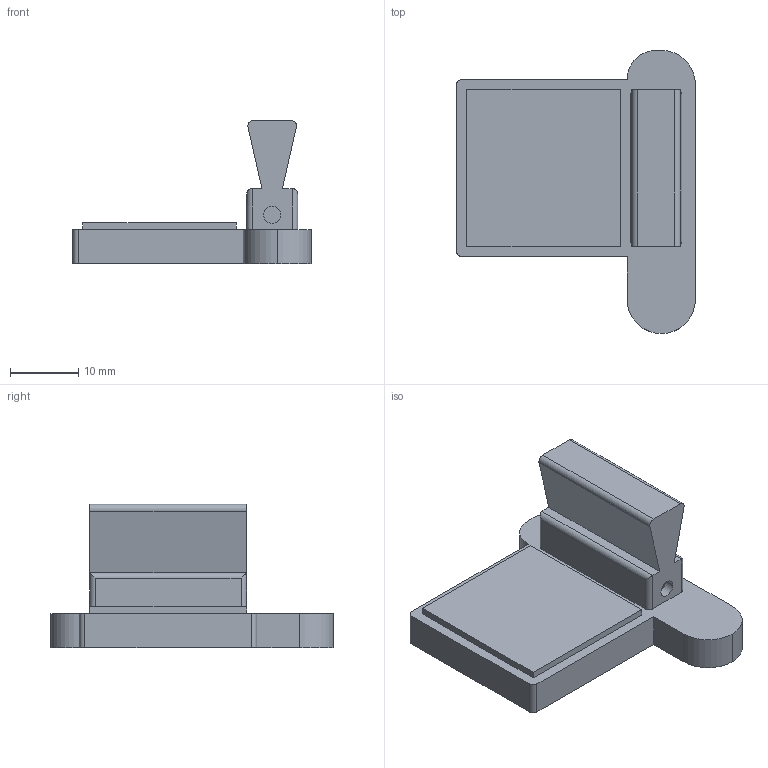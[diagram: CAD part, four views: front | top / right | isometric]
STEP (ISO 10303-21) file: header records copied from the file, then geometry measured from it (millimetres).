
FILE_DESCRIPTION (( 'STEP AP214' ), '1' );
FILE_NAME ('knob.STEP', '2023-06-09T16:29:15', ( '' ), ( '' ), 'SwSTEP 2.0', 'SolidWorks 2022', '' );
FILE_SCHEMA (( 'AUTOMOTIVE_DESIGN' ));
Length unit declared in the file: millimetre
Products named in the file (1): knob
Bounding box: 35 x 41.51 x 21 mm (x, y, z)
Volume: 6899.8 mm3; surface area: 4533.5 mm2
Topology: 1 solids, 1 shells, 53 faces, 131 edges, 86 vertices
Faces by surface type: plane 30, cylinder 23
Entity records: 1609 total; most frequent: CARTESIAN_POINT 283, DIRECTION 273, ORIENTED_EDGE 262, EDGE_CURVE 131, AXIS2_PLACEMENT_3D 92, VECTOR 89, LINE 89, VERTEX_POINT 86
